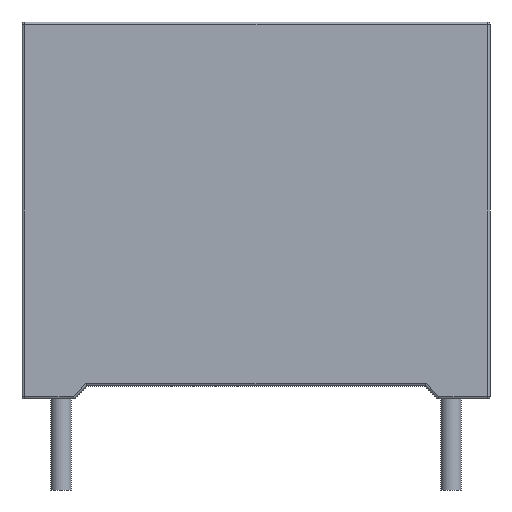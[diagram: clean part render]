
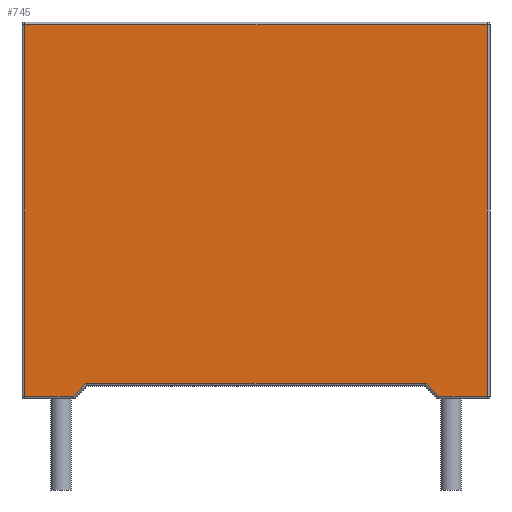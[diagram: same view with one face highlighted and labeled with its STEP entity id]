
A CAD part, front view. The second image highlights one B-rep face of the part: STEP entity #745.
In plain terms, the highlighted planar face has unit normal (0, -1, 0).
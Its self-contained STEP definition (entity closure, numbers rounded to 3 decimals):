
#717 = VERTEX_POINT('',#718);
#718 = CARTESIAN_POINT('',(-7.032,-4.25,0.1));
#727 = VERTEX_POINT('',#728);
#728 = CARTESIAN_POINT('',(-6.542,-4.25,0.6));
#735 = EDGE_CURVE('',#717,#727,#736,.T.);
#736 = LINE('',#737,#738);
#737 = CARTESIAN_POINT('',(-0.013,-4.25,7.263));
#738 = VECTOR('',#739,1.);
#739 = DIRECTION('',(0.7,0.,0.714));
#745 = ADVANCED_FACE('',(#746),#803,.F.);
#746 = FACE_BOUND('',#747,.T.);
#747 = EDGE_LOOP('',(#748,#758,#766,#772,#773,#781,#789,#797));
#748 = ORIENTED_EDGE('',*,*,#749,.T.);
#749 = EDGE_CURVE('',#750,#752,#754,.T.);
#750 = VERTEX_POINT('',#751);
#751 = CARTESIAN_POINT('',(8.9,-4.25,14.4));
#752 = VERTEX_POINT('',#753);
#753 = CARTESIAN_POINT('',(-8.9,-4.25,14.4));
#754 = LINE('',#755,#756);
#755 = CARTESIAN_POINT('',(0.,-4.25,14.4));
#756 = VECTOR('',#757,1.);
#757 = DIRECTION('',(-1.,0.,0.));
#758 = ORIENTED_EDGE('',*,*,#759,.T.);
#759 = EDGE_CURVE('',#752,#760,#762,.T.);
#760 = VERTEX_POINT('',#761);
#761 = CARTESIAN_POINT('',(-8.9,-4.25,0.1));
#762 = LINE('',#763,#764);
#763 = CARTESIAN_POINT('',(-8.9,-4.25,7.25));
#764 = VECTOR('',#765,1.);
#765 = DIRECTION('',(0.,0.,-1.));
#766 = ORIENTED_EDGE('',*,*,#767,.T.);
#767 = EDGE_CURVE('',#760,#717,#768,.T.);
#768 = LINE('',#769,#770);
#769 = CARTESIAN_POINT('',(0.,-4.25,0.1));
#770 = VECTOR('',#771,1.);
#771 = DIRECTION('',(1.,0.,0.));
#772 = ORIENTED_EDGE('',*,*,#735,.T.);
#773 = ORIENTED_EDGE('',*,*,#774,.T.);
#774 = EDGE_CURVE('',#727,#775,#777,.T.);
#775 = VERTEX_POINT('',#776);
#776 = CARTESIAN_POINT('',(6.542,-4.25,0.6));
#777 = LINE('',#778,#779);
#778 = CARTESIAN_POINT('',(0.,-4.25,0.6));
#779 = VECTOR('',#780,1.);
#780 = DIRECTION('',(1.,0.,0.));
#781 = ORIENTED_EDGE('',*,*,#782,.T.);
#782 = EDGE_CURVE('',#775,#783,#785,.T.);
#783 = VERTEX_POINT('',#784);
#784 = CARTESIAN_POINT('',(7.032,-4.25,0.1));
#785 = LINE('',#786,#787);
#786 = CARTESIAN_POINT('',(0.013,-4.25,7.263));
#787 = VECTOR('',#788,1.);
#788 = DIRECTION('',(0.7,0.,-0.714));
#789 = ORIENTED_EDGE('',*,*,#790,.T.);
#790 = EDGE_CURVE('',#783,#791,#793,.T.);
#791 = VERTEX_POINT('',#792);
#792 = CARTESIAN_POINT('',(8.9,-4.25,0.1));
#793 = LINE('',#794,#795);
#794 = CARTESIAN_POINT('',(0.,-4.25,0.1));
#795 = VECTOR('',#796,1.);
#796 = DIRECTION('',(1.,0.,0.));
#797 = ORIENTED_EDGE('',*,*,#798,.T.);
#798 = EDGE_CURVE('',#791,#750,#799,.T.);
#799 = LINE('',#800,#801);
#800 = CARTESIAN_POINT('',(8.9,-4.25,7.25));
#801 = VECTOR('',#802,1.);
#802 = DIRECTION('',(0.,0.,1.));
#803 = PLANE('',#804);
#804 = AXIS2_PLACEMENT_3D('',#805,#806,#807);
#805 = CARTESIAN_POINT('',(0.,-4.25,7.25));
#806 = DIRECTION('',(0.,1.,0.));
#807 = DIRECTION('',(0.,0.,1.));
